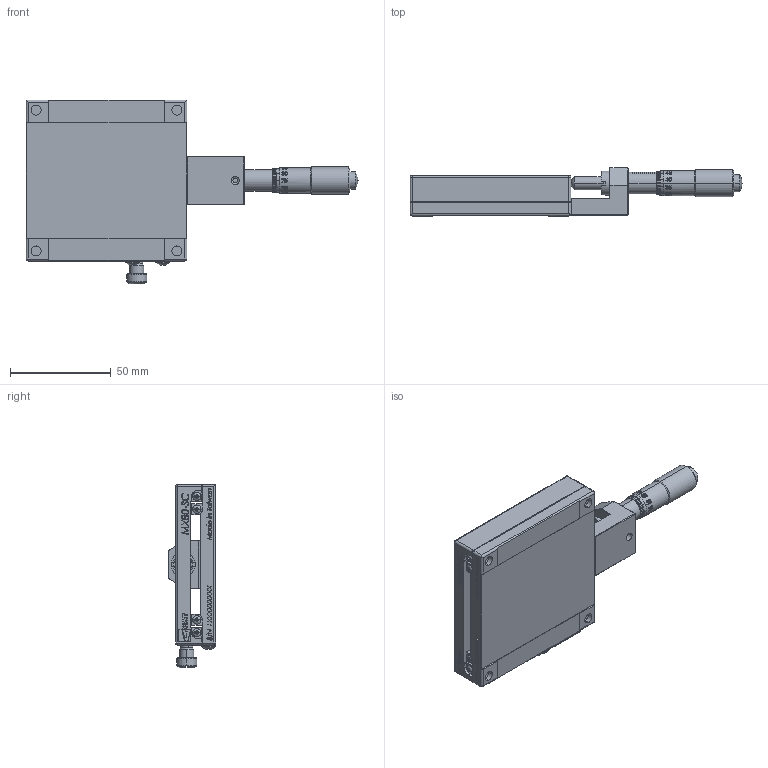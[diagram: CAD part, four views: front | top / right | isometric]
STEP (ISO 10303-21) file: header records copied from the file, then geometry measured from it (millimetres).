
FILE_DESCRIPTION (( 'STEP AP203' ), '1' );
FILE_NAME ('MX80-SC(«¬¿ý).STEP', '2013-05-09T06:36:32', ( '123' ), ( '' ), 'SwSTEP 2.0', 'SolidWorks 2013', '' );
FILE_SCHEMA (( 'CONFIG_CONTROL_DESIGN' ));
Products named in the file (4): Group1^MX80-SC(型錄); Group3^MX80-SC(型錄); SC03B025_SUS304; MX80-SC(型錄)
Assembly tree (4 placements, depth 2):
  MX80-SC(型錄)
    Group1^MX80-SC(型錄)
    Group3^MX80-SC(型錄)
    SC03B025_SUS304  x2
Bounding box: 165 x 23.8 x 91.4 mm (x, y, z)
Volume: 119566.4 mm3; surface area: 43304.5 mm2
Topology: 4 solids, 4 shells, 2544 faces, 6796 edges, 4348 vertices
Faces by surface type: plane 1193, cylinder 532, cone 464, bspline 315, sphere 30, torus 10
Entity records: 102953 total; most frequent: CARTESIAN_POINT 48100, ORIENTED_EDGE 11916, DIRECTION 10552, EDGE_CURVE 5958, VERTEX_POINT 3845, AXIS2_PLACEMENT_3D 3567, VECTOR 3418, LINE 3418
